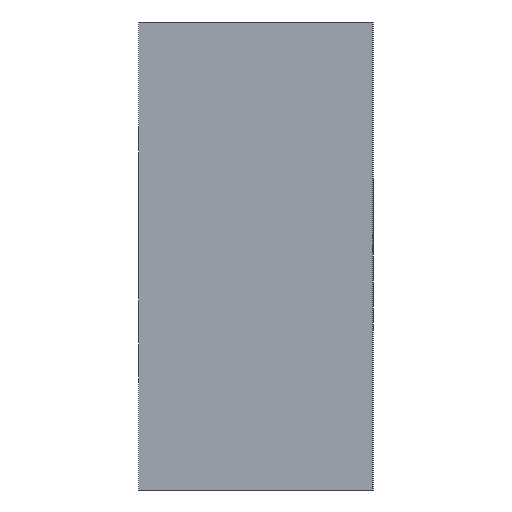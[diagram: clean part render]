
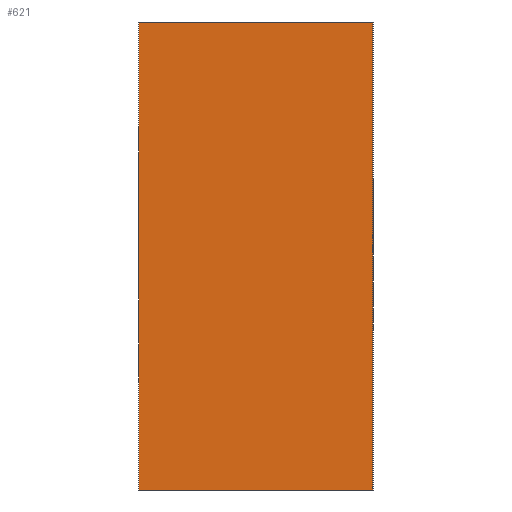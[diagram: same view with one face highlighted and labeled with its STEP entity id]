
A CAD part, left-side view. The second image highlights one B-rep face of the part: STEP entity #621.
In plain terms, the highlighted planar face has unit normal (-1, 0, 0).
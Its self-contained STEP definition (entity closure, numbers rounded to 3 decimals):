
#18 = AXIS2_PLACEMENT_3D ( 'NONE', #451, #1170, #138 ) ;
#91 = VERTEX_POINT ( 'NONE', #297 ) ;
#115 = ORIENTED_EDGE ( 'NONE', *, *, #425, .T. ) ;
#138 = DIRECTION ( 'NONE',  ( 0., 0., -1. ) ) ;
#225 = VERTEX_POINT ( 'NONE', #1288 ) ;
#226 = CARTESIAN_POINT ( 'NONE',  ( -100., -5., -10. ) ) ;
#230 = ORIENTED_EDGE ( 'NONE', *, *, #850, .T. ) ;
#240 = VECTOR ( 'NONE', #1003, 1000. ) ;
#297 = CARTESIAN_POINT ( 'NONE',  ( -100., 5., -10. ) ) ;
#319 = VECTOR ( 'NONE', #1024, 1000. ) ;
#385 = LINE ( 'NONE', #1218, #240 ) ;
#394 = EDGE_CURVE ( 'NONE', #91, #225, #385, .T. ) ;
#425 = EDGE_CURVE ( 'NONE', #91, #632, #709, .T. ) ;
#426 = LINE ( 'NONE', #527, #319 ) ;
#449 = CARTESIAN_POINT ( 'NONE',  ( -100., -5., 10. ) ) ;
#451 = CARTESIAN_POINT ( 'NONE',  ( -100., 5., -10. ) ) ;
#472 = VECTOR ( 'NONE', #1032, 1000. ) ;
#515 = ORIENTED_EDGE ( 'NONE', *, *, #394, .F. ) ;
#527 = CARTESIAN_POINT ( 'NONE',  ( -100., 5., 10. ) ) ;
#535 = CARTESIAN_POINT ( 'NONE',  ( -100., -5., -10. ) ) ;
#621 = ADVANCED_FACE ( 'NONE', ( #1052 ), #749, .F. ) ;
#632 = VERTEX_POINT ( 'NONE', #226 ) ;
#670 = ORIENTED_EDGE ( 'NONE', *, *, #787, .F. ) ;
#709 = LINE ( 'NONE', #1122, #849 ) ;
#713 = EDGE_LOOP ( 'NONE', ( #230, #670, #515, #115 ) ) ;
#749 = PLANE ( 'NONE',  #18 ) ;
#787 = EDGE_CURVE ( 'NONE', #225, #1187, #426, .T. ) ;
#849 = VECTOR ( 'NONE', #1128, 1000. ) ;
#850 = EDGE_CURVE ( 'NONE', #632, #1187, #1240, .T. ) ;
#1003 = DIRECTION ( 'NONE',  ( 0., 0., 1. ) ) ;
#1024 = DIRECTION ( 'NONE',  ( 0., -1., 0. ) ) ;
#1032 = DIRECTION ( 'NONE',  ( 0., 0., 1. ) ) ;
#1052 = FACE_OUTER_BOUND ( 'NONE', #713, .T. ) ;
#1122 = CARTESIAN_POINT ( 'NONE',  ( -100., 5., -10. ) ) ;
#1128 = DIRECTION ( 'NONE',  ( 0., -1., 0. ) ) ;
#1170 = DIRECTION ( 'NONE',  ( 1., 0., 0. ) ) ;
#1187 = VERTEX_POINT ( 'NONE', #449 ) ;
#1218 = CARTESIAN_POINT ( 'NONE',  ( -100., 5., -10. ) ) ;
#1240 = LINE ( 'NONE', #535, #472 ) ;
#1288 = CARTESIAN_POINT ( 'NONE',  ( -100., 5., 10. ) ) ;
